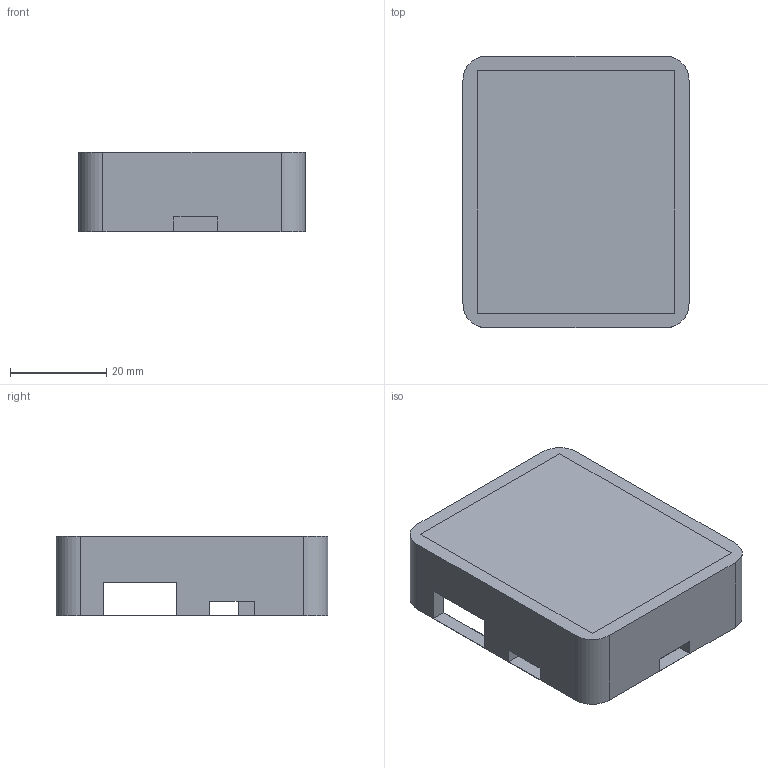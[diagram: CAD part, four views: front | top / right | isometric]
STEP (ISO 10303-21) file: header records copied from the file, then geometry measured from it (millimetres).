
FILE_DESCRIPTION(/* description */ (''),/* implementation_level */ '2;1');
FILE_NAME(/* name */ 'lid.step',/* time_stamp */ '2025-07-29T11:59:21-04:00',/* author */ (''),/* organization */ (''),/* preprocessor_version */ 'ST-DEVELOPER v20.1',/* originating_system */ 'Autodesk Translation Framework v14.10.0.0',/* authorisation */ '');
FILE_SCHEMA (('AUTOMOTIVE_DESIGN { 1 0 10303 214 3 1 1 }'));
Length unit declared in the file: millimetre
Products named in the file (3): 2025-07-28-13-30-02-977; 2025-07-28-17-18-53-342; 2025-07-29-11-26-46-484
Assembly tree (2 placements, depth 2):
  2025-07-28-13-30-02-977
    2025-07-28-17-18-53-342
    2025-07-29-11-26-46-484
Bounding box: 47 x 56.5 x 16.5 mm (x, y, z)
Volume: 12533.3 mm3; surface area: 11753.4 mm2
Topology: 2 solids, 2 shells, 42 faces, 117 edges, 72 vertices
Faces by surface type: plane 38, cylinder 4
Entity records: 1410 total; most frequent: CARTESIAN_POINT 236, ORIENTED_EDGE 234, DIRECTION 219, EDGE_CURVE 117, LINE 109, VECTOR 109, VERTEX_POINT 72, AXIS2_PLACEMENT_3D 55
